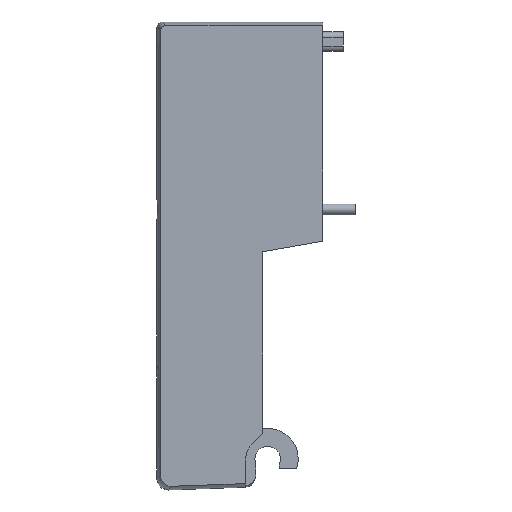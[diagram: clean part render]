
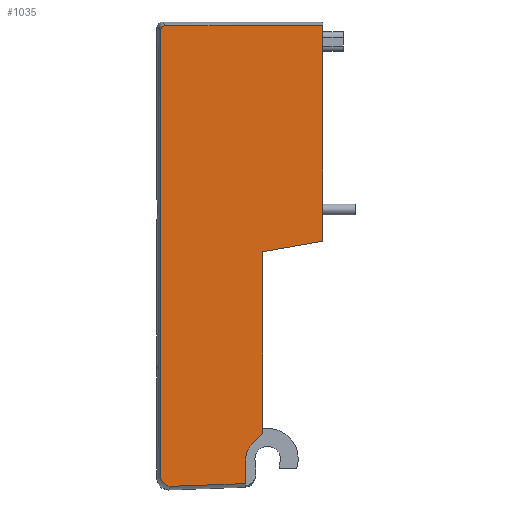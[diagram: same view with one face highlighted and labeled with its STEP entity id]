
A CAD part, left-side view. The second image highlights one B-rep face of the part: STEP entity #1035.
In plain terms, the highlighted planar face has unit normal (-1, 0, 0).
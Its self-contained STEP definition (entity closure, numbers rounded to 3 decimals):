
#35=B_SPLINE_CURVE_WITH_KNOTS('',3,(#1633,#1634,#1635,#1636),
 .UNSPECIFIED.,.F.,.F.,(4,4),(0.464,0.479),
 .UNSPECIFIED.);
#42=B_SPLINE_CURVE_WITH_KNOTS('',3,(#1719,#1720,#1721,#1722,#1723,#1724,
#1725,#1726,#1727,#1728),.UNSPECIFIED.,.F.,.F.,(4,2,2,2,4),(0.,0.059,
0.114,0.167,0.226),.UNSPECIFIED.);
#43=B_SPLINE_CURVE_WITH_KNOTS('',3,(#1731,#1732,#1733,#1734,#1735,#1736,
#1737,#1738,#1739,#1740,#1741,#1742),.UNSPECIFIED.,.F.,.F.,(4,2,2,2,2,4),
(0.,0.117,0.228,0.335,0.398,
0.461),.UNSPECIFIED.);
#65=CIRCLE('',#1101,6.);
#106=FACE_OUTER_BOUND('',#162,.T.);
#162=EDGE_LOOP('',(#758,#759,#760,#761,#762,#763,#764,#765,#766,#767,#768,
#769));
#225=LINE('',#1481,#325);
#254=LINE('',#1699,#354);
#255=LINE('',#1708,#355);
#256=LINE('',#1711,#356);
#257=LINE('',#1713,#357);
#258=LINE('',#1715,#358);
#259=LINE('',#1717,#359);
#260=LINE('',#1730,#360);
#325=VECTOR('',#1214,49.815);
#354=VECTOR('',#1267,20.321);
#355=VECTOR('',#1270,6.76);
#356=VECTOR('',#1273,4.02);
#357=VECTOR('',#1274,16.755);
#358=VECTOR('',#1275,59.195);
#359=VECTOR('',#1276,43.081);
#360=VECTOR('',#1277,122.231);
#421=VERTEX_POINT('',#1478);
#422=VERTEX_POINT('',#1480);
#444=VERTEX_POINT('',#1627);
#445=VERTEX_POINT('',#1632);
#456=VERTEX_POINT('',#1698);
#457=VERTEX_POINT('',#1707);
#458=VERTEX_POINT('',#1709);
#459=VERTEX_POINT('',#1712);
#460=VERTEX_POINT('',#1714);
#461=VERTEX_POINT('',#1716);
#462=VERTEX_POINT('',#1718);
#463=VERTEX_POINT('',#1729);
#528=EDGE_CURVE('',#422,#421,#225,.T.);
#557=EDGE_CURVE('',#444,#445,#35,.T.);
#571=EDGE_CURVE('',#445,#456,#254,.T.);
#573=EDGE_CURVE('',#444,#457,#255,.T.);
#574=EDGE_CURVE('',#457,#458,#65,.T.);
#575=EDGE_CURVE('',#458,#422,#256,.T.);
#576=EDGE_CURVE('',#421,#459,#257,.T.);
#577=EDGE_CURVE('',#459,#460,#258,.T.);
#578=EDGE_CURVE('',#460,#461,#259,.T.);
#579=EDGE_CURVE('',#462,#461,#42,.T.);
#580=EDGE_CURVE('',#462,#463,#260,.T.);
#581=EDGE_CURVE('',#456,#463,#43,.T.);
#758=ORIENTED_EDGE('',*,*,#557,.F.);
#759=ORIENTED_EDGE('',*,*,#573,.T.);
#760=ORIENTED_EDGE('',*,*,#574,.T.);
#761=ORIENTED_EDGE('',*,*,#575,.T.);
#762=ORIENTED_EDGE('',*,*,#528,.T.);
#763=ORIENTED_EDGE('',*,*,#576,.T.);
#764=ORIENTED_EDGE('',*,*,#577,.T.);
#765=ORIENTED_EDGE('',*,*,#578,.T.);
#766=ORIENTED_EDGE('',*,*,#579,.F.);
#767=ORIENTED_EDGE('',*,*,#580,.T.);
#768=ORIENTED_EDGE('',*,*,#581,.F.);
#769=ORIENTED_EDGE('',*,*,#571,.F.);
#949=PLANE('',#1100);
#1035=ADVANCED_FACE('',(#106),#949,.T.);
#1100=AXIS2_PLACEMENT_3D('',#1706,#1268,#1269);
#1101=AXIS2_PLACEMENT_3D('',#1710,#1271,#1272);
#1214=DIRECTION('',(0.,0.,1.));
#1267=DIRECTION('',(0.,0.999,-0.036));
#1268=DIRECTION('center_axis',(-1.,0.,0.));
#1269=DIRECTION('ref_axis',(0.,0.,1.));
#1270=DIRECTION('',(0.,0.,1.));
#1271=DIRECTION('center_axis',(1.,0.,0.));
#1272=DIRECTION('ref_axis',(0.,1.,0.));
#1273=DIRECTION('',(0.,-0.707,0.707));
#1274=DIRECTION('',(0.,-0.985,0.174));
#1275=DIRECTION('',(0.,0.,1.));
#1276=DIRECTION('',(0.,1.,0.));
#1277=DIRECTION('',(0.,0.,-1.));
#1478=CARTESIAN_POINT('',(-6.15,16.5,59.5));
#1480=CARTESIAN_POINT('',(-6.15,16.5,9.685));
#1481=CARTESIAN_POINT('',(-6.15,16.5,90.552));
#1627=CARTESIAN_POINT('',(-6.15,21.1,-4.16));
#1632=CARTESIAN_POINT('',(-6.15,21.248,-4.17));
#1633=CARTESIAN_POINT('Ctrl Pts',(-6.15,21.1,-4.16));
#1634=CARTESIAN_POINT('Ctrl Pts',(-6.15,21.149,-4.165));
#1635=CARTESIAN_POINT('Ctrl Pts',(-6.15,21.199,-4.168));
#1636=CARTESIAN_POINT('Ctrl Pts',(-6.15,21.248,-4.17));
#1698=CARTESIAN_POINT('',(-6.15,41.556,-4.895));
#1699=CARTESIAN_POINT('',(-6.15,16.5,-4.));
#1706=CARTESIAN_POINT('Origin',(-6.15,0.,121.605));
#1707=CARTESIAN_POINT('',(-6.15,21.1,2.6));
#1708=CARTESIAN_POINT('',(-6.15,21.1,62.102));
#1709=CARTESIAN_POINT('',(-6.15,19.343,6.843));
#1710=CARTESIAN_POINT('Origin',(-6.15,15.1,2.6));
#1711=CARTESIAN_POINT('',(-6.15,-15.605,41.79));
#1712=CARTESIAN_POINT('',(-6.15,0.,62.409));
#1713=CARTESIAN_POINT('',(-6.15,-5.062,63.302));
#1714=CARTESIAN_POINT('',(-6.15,0.,121.605));
#1715=CARTESIAN_POINT('',(-6.15,0.,0.));
#1716=CARTESIAN_POINT('',(-6.15,43.081,121.605));
#1717=CARTESIAN_POINT('',(-6.15,0.,121.605));
#1718=CARTESIAN_POINT('',(-6.15,44.505,120.181));
#1719=CARTESIAN_POINT('Ctrl Pts',(-6.15,44.505,120.181));
#1720=CARTESIAN_POINT('Ctrl Pts',(-6.15,44.505,120.377));
#1721=CARTESIAN_POINT('Ctrl Pts',(-6.15,44.468,120.571));
#1722=CARTESIAN_POINT('Ctrl Pts',(-6.15,44.322,120.92));
#1723=CARTESIAN_POINT('Ctrl Pts',(-6.15,44.219,121.073));
#1724=CARTESIAN_POINT('Ctrl Pts',(-6.15,43.962,121.327));
#1725=CARTESIAN_POINT('Ctrl Pts',(-6.15,43.812,121.426));
#1726=CARTESIAN_POINT('Ctrl Pts',(-6.15,43.468,121.568));
#1727=CARTESIAN_POINT('Ctrl Pts',(-6.15,43.276,121.605));
#1728=CARTESIAN_POINT('Ctrl Pts',(-6.15,43.081,121.605));
#1729=CARTESIAN_POINT('',(-6.15,44.505,-2.05));
#1730=CARTESIAN_POINT('',(-6.15,44.505,0.));
#1731=CARTESIAN_POINT('Ctrl Pts',(-6.15,41.556,-4.895));
#1732=CARTESIAN_POINT('Ctrl Pts',(-6.15,41.947,-4.909));
#1733=CARTESIAN_POINT('Ctrl Pts',(-6.15,42.336,-4.849));
#1734=CARTESIAN_POINT('Ctrl Pts',(-6.15,43.046,-4.582));
#1735=CARTESIAN_POINT('Ctrl Pts',(-6.15,43.359,-4.387));
#1736=CARTESIAN_POINT('Ctrl Pts',(-6.15,43.887,-3.89));
#1737=CARTESIAN_POINT('Ctrl Pts',(-6.15,44.095,-3.597));
#1738=CARTESIAN_POINT('Ctrl Pts',(-6.15,44.33,-3.082));
#1739=CARTESIAN_POINT('Ctrl Pts',(-6.15,44.396,-2.883));
#1740=CARTESIAN_POINT('Ctrl Pts',(-6.15,44.483,-2.472));
#1741=CARTESIAN_POINT('Ctrl Pts',(-6.15,44.505,-2.261));
#1742=CARTESIAN_POINT('Ctrl Pts',(-6.15,44.505,-2.05));
